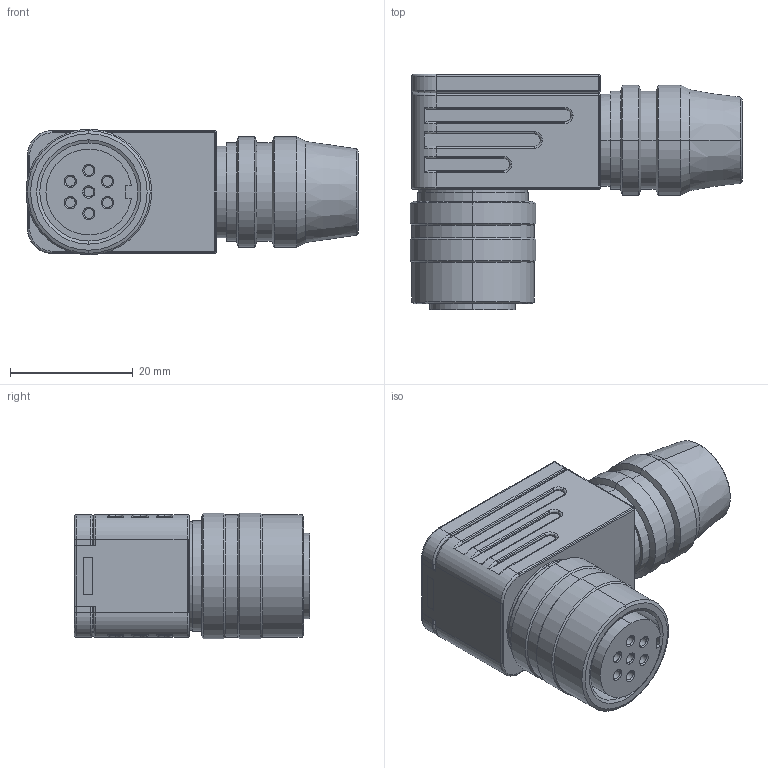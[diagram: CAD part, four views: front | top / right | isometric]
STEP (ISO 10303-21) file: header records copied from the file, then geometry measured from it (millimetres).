
FILE_DESCRIPTION((''),'2;1');
FILE_NAME('99-5626-75-07.stp','2005-04-22T10:04:18',('generator'),(''),'Autodesk Inventor 7','Autodesk Inventor 7','');
FILE_SCHEMA(('AUTOMOTIVE_DESIGN { 1 0 10303 214 1 1 1 1 }'));
Length unit declared in the file: millimetre
Products named in the file (1): 99-5626-75-07
Bounding box: 54.15 x 38.4 x 20.5 mm (x, y, z)
Volume: 20679.8 mm3; surface area: 7820 mm2
Topology: 1 solids, 2 shells, 286 faces, 695 edges, 420 vertices
Faces by surface type: cylinder 128, plane 68, cone 38, torus 32, bspline 12, sphere 8
Entity records: 9003 total; most frequent: CARTESIAN_POINT 2109, DIRECTION 1573, ORIENTED_EDGE 1374, EDGE_CURVE 687, AXIS2_PLACEMENT_3D 624, VERTEX_POINT 420, CIRCLE 349, VECTOR 325
